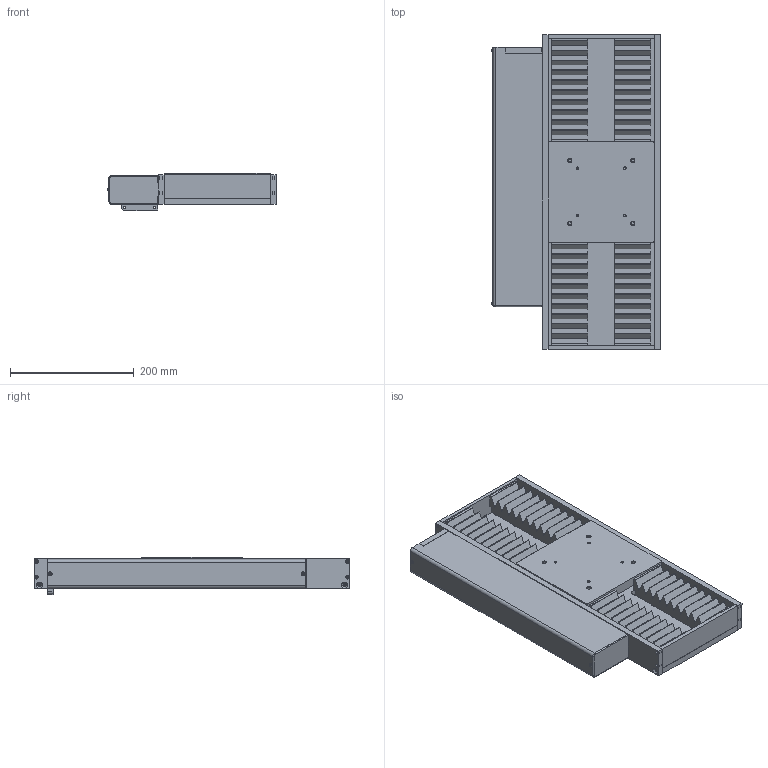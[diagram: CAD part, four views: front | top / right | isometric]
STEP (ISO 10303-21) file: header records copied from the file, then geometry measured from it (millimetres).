
FILE_DESCRIPTION (( 'STEP AP203' ), '1' );
FILE_NAME ('0-412-2A-10.STEP', '2020-09-16T17:06:39', ( '' ), ( '' ), 'SwSTEP 2.0', 'SolidWorks 2019', '' );
FILE_SCHEMA (( 'CONFIG_CONTROL_DESIGN' ));
Length unit declared in the file: inch
Products named in the file (1): 0-412-2A-10
Bounding box: 271.74 x 508 x 59.83 mm (x, y, z)
Volume: 4346073.7 mm3; surface area: 682946.3 mm2
Topology: 11 solids, 11 shells, 655 faces, 1647 edges, 1075 vertices
Faces by surface type: plane 285, cylinder 283, cone 83, sphere 2, torus 2
Full cylindrical faces by diameter (mm): 2.261 x8, 2.5 x2, 3.264 x8, 3.4 x2, 3.454 x8, 3.797 x10, 5.105 x14, 5.558 x16, 6 x1, 6.5 x2, 6.6 x8, 6.655 x2, 8 x1, 9 x22, 11 x8, 15 x22, 25.4 x1, 27.94 x1, 30.48 x1, 47.625 x1
Entity records: 18728 total; most frequent: CARTESIAN_POINT 3365, DIRECTION 3307, ORIENTED_EDGE 2766, EDGE_CURVE 1383, AXIS2_PLACEMENT_3D 1288, EDGE_LOOP 1039, VERTEX_POINT 1022, FACE_OUTER_BOUND 789
